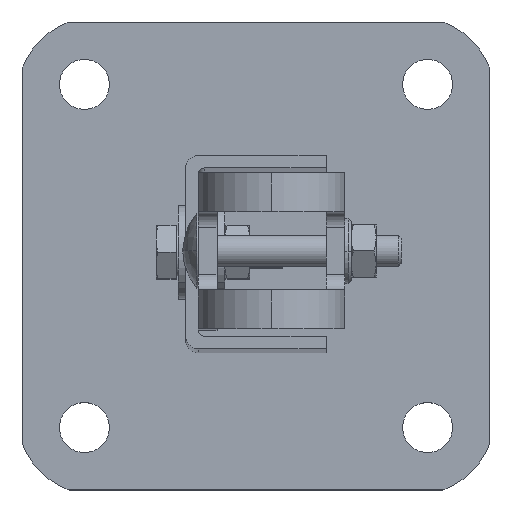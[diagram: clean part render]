
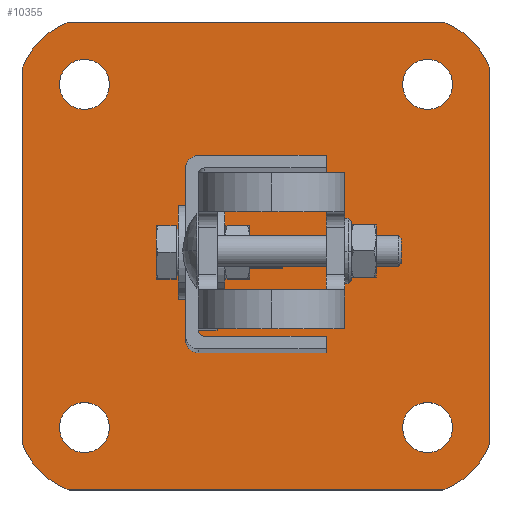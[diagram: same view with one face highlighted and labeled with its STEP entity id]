
A CAD part, top view. The second image highlights one B-rep face of the part: STEP entity #10355.
In plain terms, the highlighted planar face has unit normal (0, 0, 1).
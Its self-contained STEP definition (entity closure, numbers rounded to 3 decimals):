
#6 = DIRECTION ( 'NONE',  ( 1., 0., 0. ) ) ;
#151 = VECTOR ( 'NONE', #8458, 1000. ) ;
#228 = ORIENTED_EDGE ( 'NONE', *, *, #7067, .T. ) ;
#247 = VERTEX_POINT ( 'NONE', #6333 ) ;
#439 = ORIENTED_EDGE ( 'NONE', *, *, #1817, .F. ) ;
#475 = PLANE ( 'NONE',  #2037 ) ;
#502 = CARTESIAN_POINT ( 'NONE',  ( 77.5, -55., -350. ) ) ;
#511 = EDGE_CURVE ( 'NONE', #8881, #5874, #7449, .T. ) ;
#530 = ORIENTED_EDGE ( 'NONE', *, *, #4743, .F. ) ;
#653 = EDGE_LOOP ( 'NONE', ( #8836, #5357, #2408, #4890, #228, #10752, #6344, #1828 ) ) ;
#764 = DIRECTION ( 'NONE',  ( 1., 0., 0. ) ) ;
#821 = DIRECTION ( 'NONE',  ( -1., 0., 0. ) ) ;
#1005 = DIRECTION ( 'NONE',  ( 0., 0., 1. ) ) ;
#1010 = DIRECTION ( 'NONE',  ( 0., 0., 1. ) ) ;
#1165 = LINE ( 'NONE', #2966, #5053 ) ;
#1298 = CIRCLE ( 'NONE', #8397, 8. ) ;
#1334 = LINE ( 'NONE', #12114, #9628 ) ;
#1490 = EDGE_CURVE ( 'NONE', #11913, #11890, #5615, .T. ) ;
#1517 = CARTESIAN_POINT ( 'NONE',  ( 85.5, 55., -350. ) ) ;
#1590 = CARTESIAN_POINT ( 'NONE',  ( 77.5, 55., -350. ) ) ;
#1596 = LINE ( 'NONE', #5469, #12443 ) ;
#1817 = EDGE_CURVE ( 'NONE', #3775, #10628, #4439, .T. ) ;
#1828 = ORIENTED_EDGE ( 'NONE', *, *, #9023, .T. ) ;
#1829 = CARTESIAN_POINT ( 'NONE',  ( -24.5, 55., -350. ) ) ;
#1865 = EDGE_LOOP ( 'NONE', ( #5996, #10020 ) ) ;
#2037 = AXIS2_PLACEMENT_3D ( 'NONE', #9054, #12212, #10144 ) ;
#2267 = ORIENTED_EDGE ( 'NONE', *, *, #3793, .F. ) ;
#2322 = FACE_OUTER_BOUND ( 'NONE', #653, .T. ) ;
#2326 = AXIS2_PLACEMENT_3D ( 'NONE', #5595, #12433, #821 ) ;
#2385 = FACE_BOUND ( 'NONE', #1865, .T. ) ;
#2404 = CARTESIAN_POINT ( 'NONE',  ( 73.964, 51.464, -350. ) ) ;
#2408 = ORIENTED_EDGE ( 'NONE', *, *, #3401, .F. ) ;
#2472 = CARTESIAN_POINT ( 'NONE',  ( -40.5, -55., -350. ) ) ;
#2523 = DIRECTION ( 'NONE',  ( 1., 0., 0. ) ) ;
#2533 = DIRECTION ( 'NONE',  ( 0., 0., 1. ) ) ;
#2548 = CARTESIAN_POINT ( 'NONE',  ( -32.5, 55., -350. ) ) ;
#2861 = CARTESIAN_POINT ( 'NONE',  ( -52.5, -59.895, -350. ) ) ;
#2966 = CARTESIAN_POINT ( 'NONE',  ( 97.5, 75., -350. ) ) ;
#3022 = AXIS2_PLACEMENT_3D ( 'NONE', #9528, #8631, #6748 ) ;
#3223 = AXIS2_PLACEMENT_3D ( 'NONE', #2404, #6480, #10342 ) ;
#3227 = VERTEX_POINT ( 'NONE', #11110 ) ;
#3401 = EDGE_CURVE ( 'NONE', #5047, #6944, #5603, .T. ) ;
#3421 = CARTESIAN_POINT ( 'NONE',  ( -28.964, -51.464, -350. ) ) ;
#3444 = ORIENTED_EDGE ( 'NONE', *, *, #1490, .F. ) ;
#3480 = VERTEX_POINT ( 'NONE', #11975 ) ;
#3529 = DIRECTION ( 'NONE',  ( 0., 0., 1. ) ) ;
#3775 = VERTEX_POINT ( 'NONE', #2472 ) ;
#3793 = EDGE_CURVE ( 'NONE', #10946, #6761, #8607, .T. ) ;
#3824 = EDGE_CURVE ( 'NONE', #5874, #8881, #1298, .T. ) ;
#4180 = EDGE_CURVE ( 'NONE', #3480, #5680, #1165, .T. ) ;
#4334 = CARTESIAN_POINT ( 'NONE',  ( -52.5, 59.895, -350. ) ) ;
#4343 = CARTESIAN_POINT ( 'NONE',  ( -37.395, 75., -350. ) ) ;
#4418 = FACE_BOUND ( 'NONE', #12424, .T. ) ;
#4426 = CIRCLE ( 'NONE', #3223, 25. ) ;
#4439 = CIRCLE ( 'NONE', #3022, 8. ) ;
#4447 = DIRECTION ( 'NONE',  ( 0., -1., 0. ) ) ;
#4715 = DIRECTION ( 'NONE',  ( 0., 0., 1. ) ) ;
#4743 = EDGE_CURVE ( 'NONE', #6761, #10946, #12121, .T. ) ;
#4813 = AXIS2_PLACEMENT_3D ( 'NONE', #8522, #1005, #5536 ) ;
#4857 = EDGE_CURVE ( 'NONE', #10628, #3775, #6691, .T. ) ;
#4890 = ORIENTED_EDGE ( 'NONE', *, *, #9346, .T. ) ;
#4944 = EDGE_LOOP ( 'NONE', ( #530, #2267 ) ) ;
#5047 = VERTEX_POINT ( 'NONE', #2861 ) ;
#5053 = VECTOR ( 'NONE', #12523, 1000. ) ;
#5253 = AXIS2_PLACEMENT_3D ( 'NONE', #6631, #4715, #6 ) ;
#5330 = CARTESIAN_POINT ( 'NONE',  ( 97.5, 59.895, -350. ) ) ;
#5357 = ORIENTED_EDGE ( 'NONE', *, *, #7037, .T. ) ;
#5412 = VERTEX_POINT ( 'NONE', #8854 ) ;
#5461 = DIRECTION ( 'NONE',  ( 1., 0., 0. ) ) ;
#5469 = CARTESIAN_POINT ( 'NONE',  ( -52.5, -75., -350. ) ) ;
#5536 = DIRECTION ( 'NONE',  ( 1., 0., 0. ) ) ;
#5595 = CARTESIAN_POINT ( 'NONE',  ( -28.964, 51.464, -350. ) ) ;
#5603 = LINE ( 'NONE', #11327, #151 ) ;
#5615 = CIRCLE ( 'NONE', #6379, 8. ) ;
#5680 = VERTEX_POINT ( 'NONE', #4343 ) ;
#5874 = VERTEX_POINT ( 'NONE', #9258 ) ;
#5996 = ORIENTED_EDGE ( 'NONE', *, *, #511, .F. ) ;
#6232 = DIRECTION ( 'NONE',  ( 0., 0., 1. ) ) ;
#6333 = CARTESIAN_POINT ( 'NONE',  ( 97.5, -59.895, -350. ) ) ;
#6344 = ORIENTED_EDGE ( 'NONE', *, *, #7445, .F. ) ;
#6374 = DIRECTION ( 'NONE',  ( 0., 0., 1. ) ) ;
#6379 = AXIS2_PLACEMENT_3D ( 'NONE', #2548, #3529, #8148 ) ;
#6480 = DIRECTION ( 'NONE',  ( 0., 0., 1. ) ) ;
#6568 = DIRECTION ( 'NONE',  ( 1., 0., 0. ) ) ;
#6597 = AXIS2_PLACEMENT_3D ( 'NONE', #1590, #6232, #5461 ) ;
#6625 = EDGE_CURVE ( 'NONE', #3227, #247, #12163, .T. ) ;
#6631 = CARTESIAN_POINT ( 'NONE',  ( -32.5, -55., -350. ) ) ;
#6691 = CIRCLE ( 'NONE', #5253, 8. ) ;
#6724 = AXIS2_PLACEMENT_3D ( 'NONE', #7917, #11654, #7849 ) ;
#6748 = DIRECTION ( 'NONE',  ( 1., 0., 0. ) ) ;
#6761 = VERTEX_POINT ( 'NONE', #7579 ) ;
#6765 = ORIENTED_EDGE ( 'NONE', *, *, #10873, .F. ) ;
#6861 = CARTESIAN_POINT ( 'NONE',  ( 69.5, -55., -350. ) ) ;
#6922 = DIRECTION ( 'NONE',  ( 1., 0., 0. ) ) ;
#6944 = VERTEX_POINT ( 'NONE', #4334 ) ;
#7037 = EDGE_CURVE ( 'NONE', #5680, #6944, #8204, .T. ) ;
#7067 = EDGE_CURVE ( 'NONE', #5412, #3227, #1596, .T. ) ;
#7445 = EDGE_CURVE ( 'NONE', #10902, #247, #1334, .T. ) ;
#7449 = CIRCLE ( 'NONE', #4813, 8. ) ;
#7579 = CARTESIAN_POINT ( 'NONE',  ( 69.5, 55., -350. ) ) ;
#7849 = DIRECTION ( 'NONE',  ( 1., 0., 0. ) ) ;
#7917 = CARTESIAN_POINT ( 'NONE',  ( 73.964, -51.464, -350. ) ) ;
#8148 = DIRECTION ( 'NONE',  ( 1., 0., 0. ) ) ;
#8204 = CIRCLE ( 'NONE', #2326, 25. ) ;
#8334 = CIRCLE ( 'NONE', #11593, 8. ) ;
#8397 = AXIS2_PLACEMENT_3D ( 'NONE', #502, #2533, #10229 ) ;
#8458 = DIRECTION ( 'NONE',  ( 0., 1., 0. ) ) ;
#8522 = CARTESIAN_POINT ( 'NONE',  ( 77.5, -55., -350. ) ) ;
#8553 = CARTESIAN_POINT ( 'NONE',  ( -40.5, 55., -350. ) ) ;
#8607 = CIRCLE ( 'NONE', #6597, 8. ) ;
#8631 = DIRECTION ( 'NONE',  ( 0., 0., 1. ) ) ;
#8836 = ORIENTED_EDGE ( 'NONE', *, *, #4180, .T. ) ;
#8854 = CARTESIAN_POINT ( 'NONE',  ( -37.395, -75., -350. ) ) ;
#8859 = CIRCLE ( 'NONE', #9675, 25. ) ;
#8881 = VERTEX_POINT ( 'NONE', #6861 ) ;
#9023 = EDGE_CURVE ( 'NONE', #10902, #3480, #4426, .T. ) ;
#9054 = CARTESIAN_POINT ( 'NONE',  ( -52.5, 75., -350. ) ) ;
#9182 = FACE_BOUND ( 'NONE', #9249, .T. ) ;
#9199 = CARTESIAN_POINT ( 'NONE',  ( -32.5, 55., -350. ) ) ;
#9249 = EDGE_LOOP ( 'NONE', ( #3444, #6765 ) ) ;
#9258 = CARTESIAN_POINT ( 'NONE',  ( 85.5, -55., -350. ) ) ;
#9346 = EDGE_CURVE ( 'NONE', #5047, #5412, #8859, .T. ) ;
#9431 = ORIENTED_EDGE ( 'NONE', *, *, #4857, .F. ) ;
#9475 = CARTESIAN_POINT ( 'NONE',  ( 77.5, 55., -350. ) ) ;
#9528 = CARTESIAN_POINT ( 'NONE',  ( -32.5, -55., -350. ) ) ;
#9628 = VECTOR ( 'NONE', #4447, 1000. ) ;
#9675 = AXIS2_PLACEMENT_3D ( 'NONE', #3421, #1010, #6922 ) ;
#10020 = ORIENTED_EDGE ( 'NONE', *, *, #3824, .F. ) ;
#10144 = DIRECTION ( 'NONE',  ( 1., 0., 0. ) ) ;
#10229 = DIRECTION ( 'NONE',  ( 1., 0., 0. ) ) ;
#10342 = DIRECTION ( 'NONE',  ( 1., 0., 0. ) ) ;
#10355 = ADVANCED_FACE ( 'NONE', ( #2385, #9182, #11093, #4418, #2322 ), #475, .T. ) ;
#10628 = VERTEX_POINT ( 'NONE', #12186 ) ;
#10752 = ORIENTED_EDGE ( 'NONE', *, *, #6625, .T. ) ;
#10873 = EDGE_CURVE ( 'NONE', #11890, #11913, #8334, .T. ) ;
#10902 = VERTEX_POINT ( 'NONE', #5330 ) ;
#10946 = VERTEX_POINT ( 'NONE', #1517 ) ;
#11093 = FACE_BOUND ( 'NONE', #4944, .T. ) ;
#11110 = CARTESIAN_POINT ( 'NONE',  ( 82.395, -75., -350. ) ) ;
#11139 = AXIS2_PLACEMENT_3D ( 'NONE', #9475, #6374, #764 ) ;
#11241 = DIRECTION ( 'NONE',  ( 0., 0., 1. ) ) ;
#11327 = CARTESIAN_POINT ( 'NONE',  ( -52.5, -75., -350. ) ) ;
#11593 = AXIS2_PLACEMENT_3D ( 'NONE', #9199, #11241, #2523 ) ;
#11654 = DIRECTION ( 'NONE',  ( 0., 0., 1. ) ) ;
#11890 = VERTEX_POINT ( 'NONE', #1829 ) ;
#11913 = VERTEX_POINT ( 'NONE', #8553 ) ;
#11975 = CARTESIAN_POINT ( 'NONE',  ( 82.395, 75., -350. ) ) ;
#12114 = CARTESIAN_POINT ( 'NONE',  ( 97.5, 75., -350. ) ) ;
#12121 = CIRCLE ( 'NONE', #11139, 8. ) ;
#12163 = CIRCLE ( 'NONE', #6724, 25. ) ;
#12186 = CARTESIAN_POINT ( 'NONE',  ( -24.5, -55., -350. ) ) ;
#12212 = DIRECTION ( 'NONE',  ( 0., 0., 1. ) ) ;
#12424 = EDGE_LOOP ( 'NONE', ( #439, #9431 ) ) ;
#12433 = DIRECTION ( 'NONE',  ( 0., 0., 1. ) ) ;
#12443 = VECTOR ( 'NONE', #6568, 1000. ) ;
#12523 = DIRECTION ( 'NONE',  ( -1., 0., 0. ) ) ;
